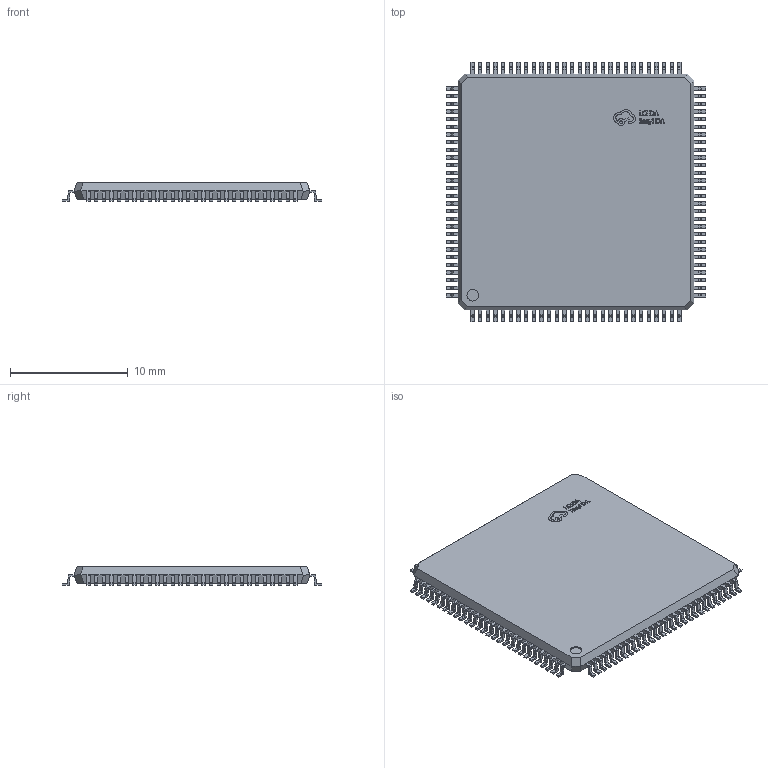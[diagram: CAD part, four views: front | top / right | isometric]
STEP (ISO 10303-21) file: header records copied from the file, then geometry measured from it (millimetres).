
FILE_DESCRIPTION (( 'STEP AP214' ), '1' );
FILE_NAME ('LQFP-112_L20.0-W20.0-H1.6-P0.65-LS22.0-BL.step', '2022-07-09T04:44:16', ( '' ), ( '' ), 'SwSTEP 2.0', 'SolidWorks 2020', '' );
FILE_SCHEMA (( 'AUTOMOTIVE_DESIGN' ));
Length unit declared in the file: millimetre
Products named in the file (1): LQFP-112_L20.0-W20.0-H1.6-P0.65-LS22.0-BL
Bounding box: 22 x 22 x 1.6 mm (x, y, z)
Volume: 572.2 mm3; surface area: 1035.8 mm2
Topology: 1 solids, 1 shells, 1708 faces, 4865 edges, 3186 vertices
Faces by surface type: plane 1160, cylinder 450, bspline 98
Entity records: 58551 total; most frequent: CARTESIAN_POINT 11262, ORIENTED_EDGE 9730, DIRECTION 8773, EDGE_CURVE 4865, LINE 3751, VECTOR 3751, VERTEX_POINT 3186, AXIS2_PLACEMENT_3D 2511
